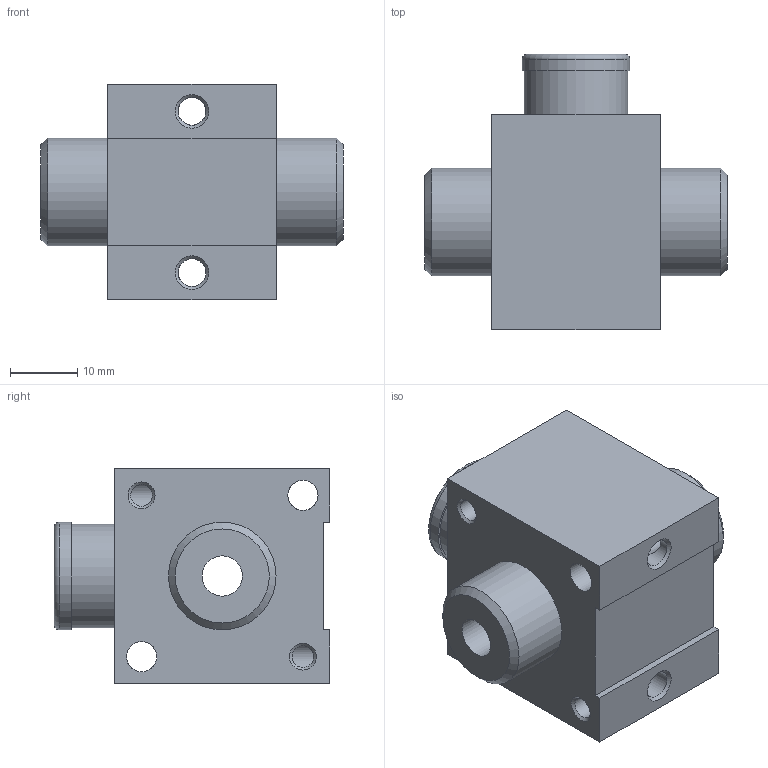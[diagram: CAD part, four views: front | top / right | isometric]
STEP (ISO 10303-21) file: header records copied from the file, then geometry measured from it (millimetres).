
FILE_DESCRIPTION(/* description */ ('STEP AP214'),/* implementation_level */ '2;1');
FILE_NAME(/* name */ '178463_KPE-6',/* time_stamp */ '2024-08-29T18:17:49+02:00',/* author */ ('License CC BY-ND 4.0'),/* organization */ ('CADENAS'),/* preprocessor_version */ 'ST-DEVELOPER v19.3',/* originating_system */ 'PARTsolutions',/* authorisation */ ' ');
FILE_SCHEMA (('AUTOMOTIVE_DESIGN {1 0 10303 214 3 1 1}'));
Length unit declared in the file: millimetre
Products named in the file (1): 178463 KPE-6
Bounding box: 45 x 41 x 32 mm (x, y, z)
Volume: 27795.5 mm3; surface area: 8964.7 mm2
Topology: 1 solids, 1 shells, 41 faces, 88 edges, 56 vertices
Faces by surface type: plane 17, cylinder 16, cone 7, torus 1
Full cylindrical faces by diameter (mm): 3.242 x2, 4.134 x4, 4.2 x3, 4.5 x2, 6 x1, 15.36 x1, 16 x3
Entity records: 1170 total; most frequent: CARTESIAN_POINT 286, DIRECTION 176, ORIENTED_EDGE 128, EDGE_LOOP 90, FACE_BOUND 90, AXIS2_PLACEMENT_3D 76, EDGE_CURVE 64, VERTEX_POINT 56
